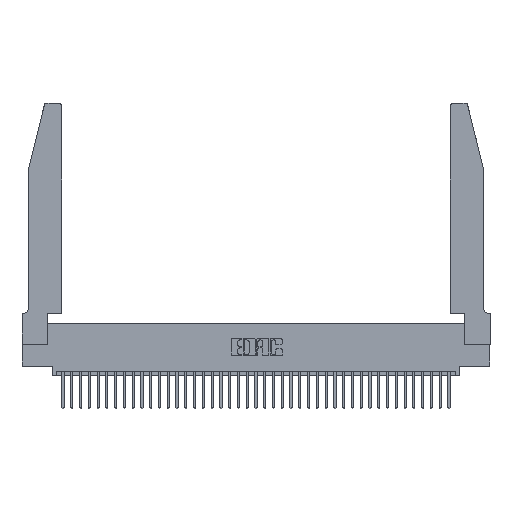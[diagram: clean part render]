
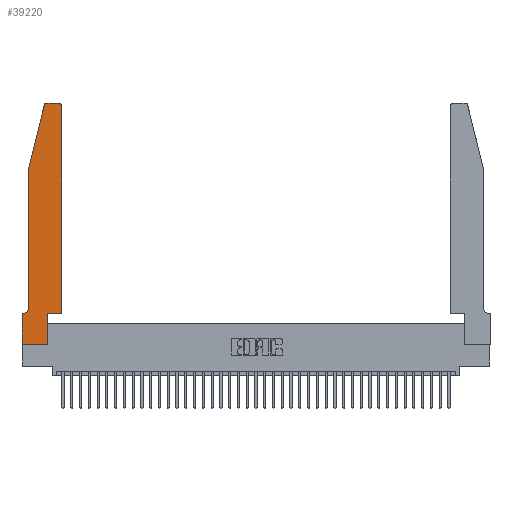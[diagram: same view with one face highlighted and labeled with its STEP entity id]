
A CAD part, top view. The second image highlights one B-rep face of the part: STEP entity #39220.
In plain terms, the highlighted planar face has unit normal (0, 0, 1).
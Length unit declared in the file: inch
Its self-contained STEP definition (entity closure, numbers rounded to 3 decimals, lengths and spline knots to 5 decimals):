
#311 = DIRECTION ( 'NONE',  ( 0., 1., 0. ) ) ;
#817 = LINE ( 'NONE', #31134, #32578 ) ;
#1209 = ORIENTED_EDGE ( 'NONE', *, *, #35497, .T. ) ;
#1463 = FACE_OUTER_BOUND ( 'NONE', #19535, .T. ) ;
#1563 = CARTESIAN_POINT ( 'NONE',  ( 0.4205, 2.72, 0.37 ) ) ;
#2148 = AXIS2_PLACEMENT_3D ( 'NONE', #1563, #23156, #4680 ) ;
#2268 = AXIS2_PLACEMENT_3D ( 'NONE', #17727, #39135, #20808 ) ;
#4680 = DIRECTION ( 'NONE',  ( 1., 0., 0. ) ) ;
#4684 = VERTEX_POINT ( 'NONE', #29459 ) ;
#4714 = EDGE_CURVE ( 'NONE', #34726, #4684, #10415, .T. ) ;
#5308 = CARTESIAN_POINT ( 'NONE',  ( 0.2865, 0., 0.37 ) ) ;
#5465 = ORIENTED_EDGE ( 'NONE', *, *, #9567, .T. ) ;
#5679 = EDGE_CURVE ( 'NONE', #26951, #6534, #32832, .T. ) ;
#5838 = CARTESIAN_POINT ( 'NONE',  ( 0.2605, 2.75, 0.37 ) ) ;
#6062 = LINE ( 'NONE', #30604, #21474 ) ;
#6534 = VERTEX_POINT ( 'NONE', #17051 ) ;
#6746 = CARTESIAN_POINT ( 'NONE',  ( 0.0755, 0.35, 0.37 ) ) ;
#7201 = EDGE_CURVE ( 'NONE', #6534, #13006, #29830, .T. ) ;
#8210 = EDGE_CURVE ( 'NONE', #26051, #34726, #29105, .T. ) ;
#8758 = CIRCLE ( 'NONE', #2268, 0.07 ) ;
#9401 = VERTEX_POINT ( 'NONE', #5308 ) ;
#9567 = EDGE_CURVE ( 'NONE', #28140, #26051, #28995, .T. ) ;
#9727 = CARTESIAN_POINT ( 'NONE',  ( 0.2865, 0.35, 0.37 ) ) ;
#9826 = EDGE_CURVE ( 'NONE', #4684, #19518, #19415, .T. ) ;
#9871 = DIRECTION ( 'NONE',  ( -1., 0., 0. ) ) ;
#10415 = LINE ( 'NONE', #20655, #34825 ) ;
#10632 = ORIENTED_EDGE ( 'NONE', *, *, #12085, .T. ) ;
#10977 = DIRECTION ( 'NONE',  ( 0., -1., 0. ) ) ;
#11274 = VECTOR ( 'NONE', #31567, 39.37008 ) ;
#11474 = CARTESIAN_POINT ( 'NONE',  ( 0., 0.35, 0.37 ) ) ;
#11605 = DIRECTION ( 'NONE',  ( 1., 0., 0. ) ) ;
#12036 = DIRECTION ( 'NONE',  ( 0., 0., 1. ) ) ;
#12085 = EDGE_CURVE ( 'NONE', #9401, #14692, #37450, .T. ) ;
#12893 = ORIENTED_EDGE ( 'NONE', *, *, #30821, .T. ) ;
#13003 = VERTEX_POINT ( 'NONE', #38288 ) ;
#13006 = VERTEX_POINT ( 'NONE', #26139 ) ;
#13723 = EDGE_CURVE ( 'NONE', #13003, #28140, #34191, .T. ) ;
#13938 = ORIENTED_EDGE ( 'NONE', *, *, #4714, .T. ) ;
#14115 = CARTESIAN_POINT ( 'NONE',  ( 0.2865, 0.35, 0.37 ) ) ;
#14692 = VERTEX_POINT ( 'NONE', #14115 ) ;
#15750 = EDGE_CURVE ( 'NONE', #14692, #32633, #817, .T. ) ;
#15778 = DIRECTION ( 'NONE',  ( 1., 0., 0. ) ) ;
#15983 = CARTESIAN_POINT ( 'NONE',  ( 0.0755, 0.42, 0.37 ) ) ;
#17051 = CARTESIAN_POINT ( 'NONE',  ( 0., 0.35, 0.37 ) ) ;
#17727 = CARTESIAN_POINT ( 'NONE',  ( 0.0055, 0.42, 0.37 ) ) ;
#18107 = DIRECTION ( 'NONE',  ( -1., 0., 0. ) ) ;
#18772 = ORIENTED_EDGE ( 'NONE', *, *, #23985, .T. ) ;
#19415 = LINE ( 'NONE', #34651, #11274 ) ;
#19518 = VERTEX_POINT ( 'NONE', #15983 ) ;
#19535 = EDGE_LOOP ( 'NONE', ( #5465, #38355, #13938, #35998, #12893, #21682, #28425, #18772, #10632, #28259, #1209, #26095 ) ) ;
#20088 = CARTESIAN_POINT ( 'NONE',  ( 0., 0., 0.37 ) ) ;
#20655 = CARTESIAN_POINT ( 'NONE',  ( 0.0755, 2., 0.37 ) ) ;
#20808 = DIRECTION ( 'NONE',  ( -1., 0., 0. ) ) ;
#21474 = VECTOR ( 'NONE', #36788, 39.37008 ) ;
#21682 = ORIENTED_EDGE ( 'NONE', *, *, #5679, .T. ) ;
#21843 = VECTOR ( 'NONE', #18107, 39.37008 ) ;
#22046 = CARTESIAN_POINT ( 'NONE',  ( 0.25487, 2.72718, 0.37 ) ) ;
#23156 = DIRECTION ( 'NONE',  ( 0., 0., 1. ) ) ;
#23211 = DIRECTION ( 'NONE',  ( 1., 0., 0. ) ) ;
#23985 = EDGE_CURVE ( 'NONE', #13006, #9401, #28401, .T. ) ;
#24722 = VECTOR ( 'NONE', #9871, 39.37008 ) ;
#24772 = AXIS2_PLACEMENT_3D ( 'NONE', #30341, #12036, #33433 ) ;
#26051 = VERTEX_POINT ( 'NONE', #33578 ) ;
#26095 = ORIENTED_EDGE ( 'NONE', *, *, #13723, .T. ) ;
#26139 = CARTESIAN_POINT ( 'NONE',  ( 0., 0., 0.37 ) ) ;
#26502 = VECTOR ( 'NONE', #23211, 39.37008 ) ;
#26689 = DIRECTION ( 'NONE',  ( -0.239, -0.971, 0. ) ) ;
#26886 = PLANE ( 'NONE',  #27139 ) ;
#26951 = VERTEX_POINT ( 'NONE', #31988 ) ;
#27139 = AXIS2_PLACEMENT_3D ( 'NONE', #11474, #29918, #11605 ) ;
#28140 = VERTEX_POINT ( 'NONE', #34996 ) ;
#28259 = ORIENTED_EDGE ( 'NONE', *, *, #15750, .T. ) ;
#28401 = LINE ( 'NONE', #38436, #26502 ) ;
#28425 = ORIENTED_EDGE ( 'NONE', *, *, #7201, .T. ) ;
#28995 = LINE ( 'NONE', #5838, #21843 ) ;
#29105 = CIRCLE ( 'NONE', #24772, 0.03 ) ;
#29459 = CARTESIAN_POINT ( 'NONE',  ( 0.0755, 2., 0.37 ) ) ;
#29830 = LINE ( 'NONE', #20088, #37023 ) ;
#29918 = DIRECTION ( 'NONE',  ( 0., 0., 1. ) ) ;
#30341 = CARTESIAN_POINT ( 'NONE',  ( 0.284, 2.72, 0.37 ) ) ;
#30604 = CARTESIAN_POINT ( 'NONE',  ( 0.4505, 0.35, 0.37 ) ) ;
#30821 = EDGE_CURVE ( 'NONE', #19518, #26951, #8758, .T. ) ;
#31134 = CARTESIAN_POINT ( 'NONE',  ( 0.4505, 0.35, 0.37 ) ) ;
#31567 = DIRECTION ( 'NONE',  ( 0., -1., 0. ) ) ;
#31988 = CARTESIAN_POINT ( 'NONE',  ( 0.0055, 0.35, 0.37 ) ) ;
#32578 = VECTOR ( 'NONE', #15778, 39.37008 ) ;
#32633 = VERTEX_POINT ( 'NONE', #38121 ) ;
#32832 = LINE ( 'NONE', #6746, #24722 ) ;
#33433 = DIRECTION ( 'NONE',  ( 1., 0., 0. ) ) ;
#33578 = CARTESIAN_POINT ( 'NONE',  ( 0.284, 2.75, 0.37 ) ) ;
#34191 = CIRCLE ( 'NONE', #2148, 0.03 ) ;
#34651 = CARTESIAN_POINT ( 'NONE',  ( 0.0755, 2., 0.37 ) ) ;
#34726 = VERTEX_POINT ( 'NONE', #22046 ) ;
#34825 = VECTOR ( 'NONE', #26689, 39.37008 ) ;
#34996 = CARTESIAN_POINT ( 'NONE',  ( 0.4205, 2.75, 0.37 ) ) ;
#35497 = EDGE_CURVE ( 'NONE', #32633, #13003, #6062, .T. ) ;
#35998 = ORIENTED_EDGE ( 'NONE', *, *, #9826, .T. ) ;
#36513 = VECTOR ( 'NONE', #311, 39.37008 ) ;
#36788 = DIRECTION ( 'NONE',  ( 0., 1., 0. ) ) ;
#37023 = VECTOR ( 'NONE', #10977, 39.37008 ) ;
#37450 = LINE ( 'NONE', #9727, #36513 ) ;
#38121 = CARTESIAN_POINT ( 'NONE',  ( 0.4505, 0.35, 0.37 ) ) ;
#38288 = CARTESIAN_POINT ( 'NONE',  ( 0.4505, 2.72, 0.37 ) ) ;
#38355 = ORIENTED_EDGE ( 'NONE', *, *, #8210, .T. ) ;
#38436 = CARTESIAN_POINT ( 'NONE',  ( 0., 0., 0.37 ) ) ;
#39135 = DIRECTION ( 'NONE',  ( 0., 0., -1. ) ) ;
#39220 = ADVANCED_FACE ( 'NONE', ( #1463 ), #26886, .T. ) ;
